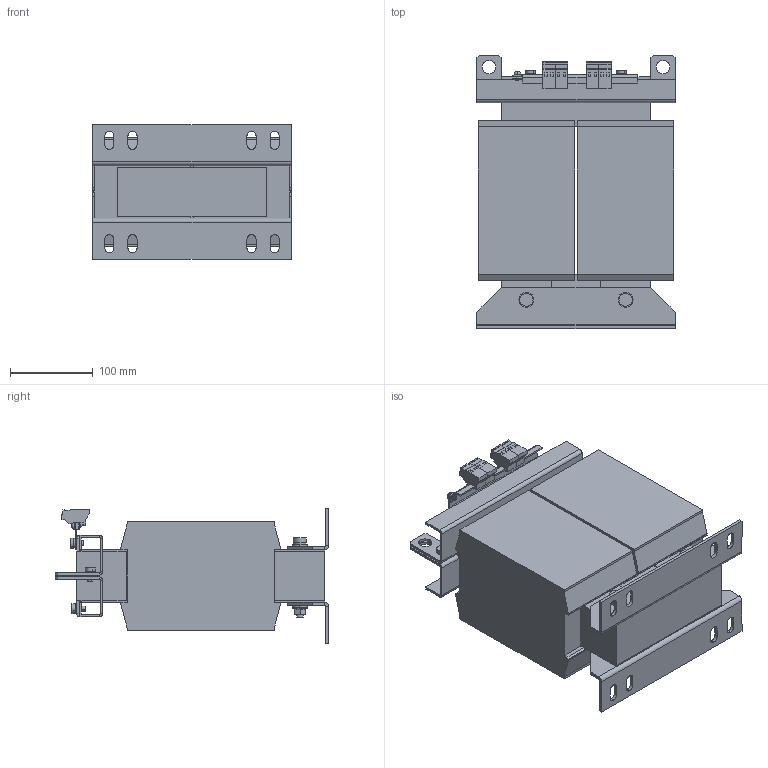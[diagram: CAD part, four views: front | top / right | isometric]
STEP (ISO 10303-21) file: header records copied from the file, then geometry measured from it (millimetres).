
FILE_DESCRIPTION (( 'STEP AP214' ), '1' );
FILE_NAME ('202792.STEP', '2020-12-10T05:32:53', ( '' ), ( '' ), 'SwSTEP 2.0', 'SolidWorks 2018', '' );
FILE_SCHEMA (( 'AUTOMOTIVE_DESIGN' ));
Length unit declared in the file: millimetre
Products named in the file (1): 202792
Bounding box: 240 x 331 x 163 mm (x, y, z)
Volume: 7315261.9 mm3; surface area: 501474.7 mm2
Topology: 1 solids, 1 shells, 703 faces, 1770 edges, 1108 vertices
Faces by surface type: plane 527, cylinder 162, cone 8, torus 6
Entity records: 20924 total; most frequent: CARTESIAN_POINT 3772, ORIENTED_EDGE 3540, DIRECTION 3498, EDGE_CURVE 1770, VECTOR 1378, LINE 1378, VERTEX_POINT 1108, AXIS2_PLACEMENT_3D 1060
